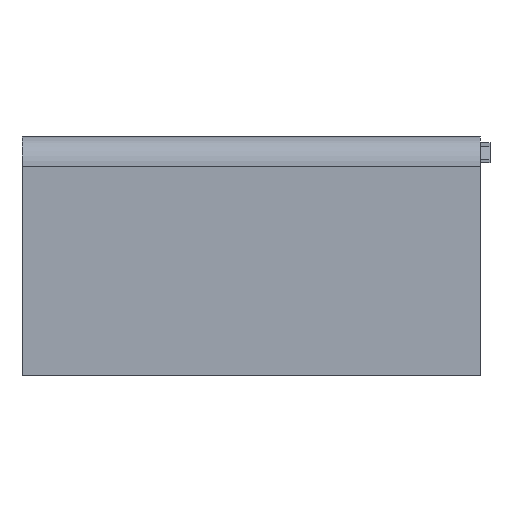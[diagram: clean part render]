
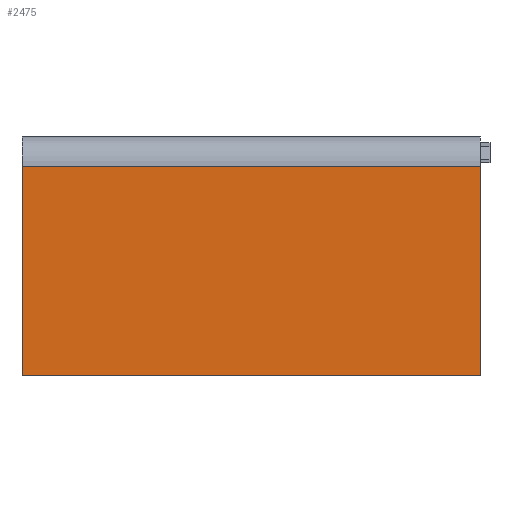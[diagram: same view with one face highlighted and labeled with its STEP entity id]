
A CAD part, left-side view. The second image highlights one B-rep face of the part: STEP entity #2475.
In plain terms, the highlighted planar face has unit normal (-1, 0, 0).
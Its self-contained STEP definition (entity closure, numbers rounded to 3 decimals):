
#199=PLANE('',#2669);
#343=FACE_OUTER_BOUND('',#513,.T.);
#513=EDGE_LOOP('',(#2264,#2265,#2266,#2267,#2268));
#559=LINE('',#3481,#810);
#566=LINE('',#3495,#817);
#699=LINE('',#4061,#950);
#771=LINE('',#4252,#1022);
#772=LINE('',#4253,#1023);
#810=VECTOR('',#2907,10.);
#817=VECTOR('',#2920,10.);
#950=VECTOR('',#3141,10.);
#1022=VECTOR('',#3269,10.);
#1023=VECTOR('',#3270,10.);
#1137=VERTEX_POINT('',#3478);
#1138=VERTEX_POINT('',#3480);
#1142=VERTEX_POINT('',#3494);
#1251=VERTEX_POINT('',#4059);
#1302=VERTEX_POINT('',#4251);
#1384=EDGE_CURVE('',#1138,#1137,#559,.T.);
#1391=EDGE_CURVE('',#1138,#1142,#566,.T.);
#1554=EDGE_CURVE('',#1251,#1137,#699,.T.);
#1630=EDGE_CURVE('',#1251,#1302,#771,.T.);
#1631=EDGE_CURVE('',#1302,#1142,#772,.T.);
#2264=ORIENTED_EDGE('',*,*,#1384,.T.);
#2265=ORIENTED_EDGE('',*,*,#1554,.F.);
#2266=ORIENTED_EDGE('',*,*,#1630,.T.);
#2267=ORIENTED_EDGE('',*,*,#1631,.T.);
#2268=ORIENTED_EDGE('',*,*,#1391,.F.);
#2475=ADVANCED_FACE('',(#343),#199,.F.);
#2669=AXIS2_PLACEMENT_3D('',#4250,#3267,#3268);
#2907=DIRECTION('',(0.,-1.,0.));
#2920=DIRECTION('',(0.,0.,1.));
#3141=DIRECTION('',(0.,0.,-1.));
#3267=DIRECTION('center_axis',(1.,0.,0.));
#3268=DIRECTION('ref_axis',(0.,1.,0.));
#3269=DIRECTION('',(0.,1.,0.));
#3270=DIRECTION('',(0.,1.,0.));
#3478=CARTESIAN_POINT('',(-4.658,350.,174.783));
#3480=CARTESIAN_POINT('',(-4.658,580.,174.783));
#3481=CARTESIAN_POINT('',(-4.658,375.4,174.783));
#3494=CARTESIAN_POINT('',(-4.658,580.,279.783));
#3495=CARTESIAN_POINT('',(-4.658,580.,49.783));
#4059=CARTESIAN_POINT('',(-4.658,350.,279.783));
#4061=CARTESIAN_POINT('',(-4.658,350.,279.783));
#4250=CARTESIAN_POINT('Origin',(-4.658,400.8,164.783));
#4251=CARTESIAN_POINT('',(-4.658,579.999,279.783));
#4252=CARTESIAN_POINT('',(-4.658,451.6,279.783));
#4253=CARTESIAN_POINT('',(-4.658,451.6,279.783));
